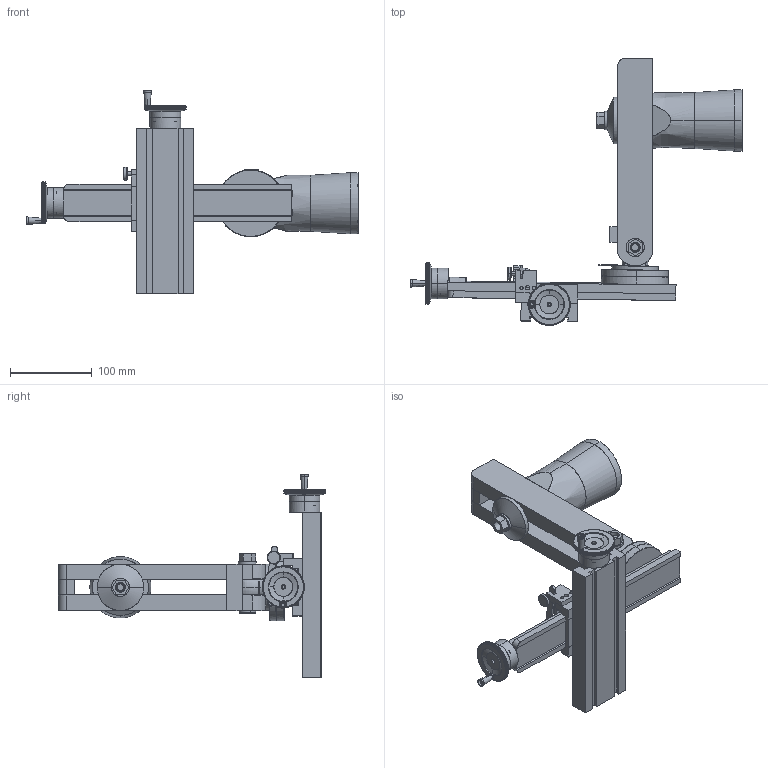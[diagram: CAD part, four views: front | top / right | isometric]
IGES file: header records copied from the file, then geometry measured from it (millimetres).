
Start section: Comment
Global section: file name: 6570 ND.igs; native system:  By Spatial Corp.; preprocessor: XPlus PS/IGES 3.0; author: Author; organization: Title; date: 20170115.165341; units: inch
Bounding box: 406.75 x 327.13 x 249.65 mm (x, y, z)
Surface area: 330336.5 mm2 (no closed solid volume)
Topology: 0 solids, 0 shells, 3097 faces, 28368 edges, 28362 vertices
Faces by surface type: extrusion 1620, revolution 1463, bspline 14
